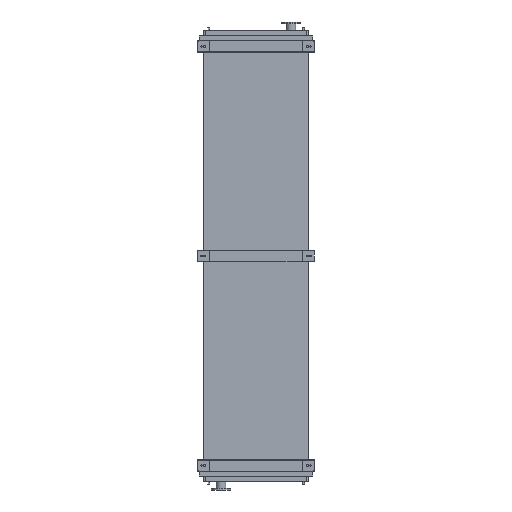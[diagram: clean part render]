
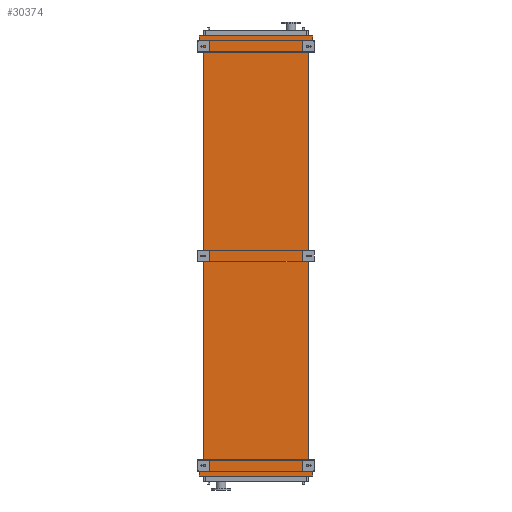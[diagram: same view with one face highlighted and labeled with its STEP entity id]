
A CAD part, front view. The second image highlights one B-rep face of the part: STEP entity #30374.
In plain terms, the highlighted planar face has unit normal (0, -1, 0).
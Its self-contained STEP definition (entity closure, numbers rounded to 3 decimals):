
#191 = EDGE_CURVE ( 'NONE', #7602, #30295, #31082, .T. ) ;
#303 = EDGE_CURVE ( 'NONE', #7794, #7602, #14582, .T. ) ;
#642 = CARTESIAN_POINT ( 'NONE',  ( -605., 0., 0. ) ) ;
#1244 = EDGE_CURVE ( 'NONE', #30295, #12166, #3873, .T. ) ;
#1687 = EDGE_CURVE ( 'NONE', #22215, #6983, #28376, .T. ) ;
#1787 = EDGE_CURVE ( 'NONE', #7794, #7961, #5413, .T. ) ;
#2538 = ORIENTED_EDGE ( 'NONE', *, *, #25853, .F. ) ;
#2564 = CARTESIAN_POINT ( 'NONE',  ( -651., 0., 53. ) ) ;
#2817 = DIRECTION ( 'NONE',  ( 0., 0., 1. ) ) ;
#2881 = EDGE_CURVE ( 'NONE', #3021, #3073, #23021, .T. ) ;
#2906 = DIRECTION ( 'NONE',  ( -0.655, 0., 0.755 ) ) ;
#3021 = VERTEX_POINT ( 'NONE', #23784 ) ;
#3073 = VERTEX_POINT ( 'NONE', #23597 ) ;
#3127 = CARTESIAN_POINT ( 'NONE',  ( -605., 0., 0. ) ) ;
#3873 = LINE ( 'NONE', #28681, #17822 ) ;
#4211 = VERTEX_POINT ( 'NONE', #23498 ) ;
#4806 = CARTESIAN_POINT ( 'NONE',  ( 605., 0., -4850. ) ) ;
#5024 = LINE ( 'NONE', #3127, #18895 ) ;
#5335 = DIRECTION ( 'NONE',  ( 0., 0., 1. ) ) ;
#5413 = LINE ( 'NONE', #4806, #11299 ) ;
#5531 = CARTESIAN_POINT ( 'NONE',  ( 651., 0., -4903. ) ) ;
#5642 = CARTESIAN_POINT ( 'NONE',  ( -651., 0., 95. ) ) ;
#6000 = CARTESIAN_POINT ( 'NONE',  ( -651., 0., -4945. ) ) ;
#6236 = AXIS2_PLACEMENT_3D ( 'NONE', #29739, #29092, #29555 ) ;
#6484 = DIRECTION ( 'NONE',  ( -1., 0., 0. ) ) ;
#6983 = VERTEX_POINT ( 'NONE', #642 ) ;
#7124 = VECTOR ( 'NONE', #28034, 1000. ) ;
#7130 = LINE ( 'NONE', #2564, #26067 ) ;
#7602 = VERTEX_POINT ( 'NONE', #5531 ) ;
#7667 = CARTESIAN_POINT ( 'NONE',  ( -605., 0., -4850. ) ) ;
#7729 = DIRECTION ( 'NONE',  ( 0., 0., 1. ) ) ;
#7794 = VERTEX_POINT ( 'NONE', #24902 ) ;
#7924 = EDGE_CURVE ( 'NONE', #22062, #4211, #7130, .T. ) ;
#7961 = VERTEX_POINT ( 'NONE', #10151 ) ;
#9261 = VECTOR ( 'NONE', #23174, 1000. ) ;
#10151 = CARTESIAN_POINT ( 'NONE',  ( 605., 0., 0. ) ) ;
#11299 = VECTOR ( 'NONE', #5335, 1000. ) ;
#11368 = FACE_OUTER_BOUND ( 'NONE', #18872, .T. ) ;
#11567 = EDGE_CURVE ( 'NONE', #3073, #7961, #22232, .T. ) ;
#12047 = VECTOR ( 'NONE', #20623, 1000. ) ;
#12166 = VERTEX_POINT ( 'NONE', #30948 ) ;
#14582 = LINE ( 'NONE', #31380, #26282 ) ;
#14686 = LINE ( 'NONE', #5642, #21188 ) ;
#14932 = DIRECTION ( 'NONE',  ( 0.655, 0., -0.755 ) ) ;
#15022 = VECTOR ( 'NONE', #7729, 1000. ) ;
#15187 = CARTESIAN_POINT ( 'NONE',  ( -651., 0., -4903. ) ) ;
#15391 = ORIENTED_EDGE ( 'NONE', *, *, #191, .F. ) ;
#15532 = ORIENTED_EDGE ( 'NONE', *, *, #303, .F. ) ;
#15889 = CARTESIAN_POINT ( 'NONE',  ( 651., 0., -4945. ) ) ;
#17737 = ORIENTED_EDGE ( 'NONE', *, *, #1244, .F. ) ;
#17822 = VECTOR ( 'NONE', #6484, 1000. ) ;
#18117 = ORIENTED_EDGE ( 'NONE', *, *, #31523, .F. ) ;
#18505 = ORIENTED_EDGE ( 'NONE', *, *, #1787, .T. ) ;
#18870 = CARTESIAN_POINT ( 'NONE',  ( -605., 0., -4850. ) ) ;
#18872 = EDGE_LOOP ( 'NONE', ( #18505, #20415, #19833, #21973, #22260, #22162, #20330, #18117, #2538, #17737, #15391, #15532 ) ) ;
#18895 = VECTOR ( 'NONE', #2906, 1000. ) ;
#19665 = LINE ( 'NONE', #29157, #25542 ) ;
#19833 = ORIENTED_EDGE ( 'NONE', *, *, #2881, .F. ) ;
#20106 = DIRECTION ( 'NONE',  ( 0.655, 0., 0.755 ) ) ;
#20138 = LINE ( 'NONE', #6000, #7124 ) ;
#20330 = ORIENTED_EDGE ( 'NONE', *, *, #1687, .F. ) ;
#20415 = ORIENTED_EDGE ( 'NONE', *, *, #11567, .F. ) ;
#20623 = DIRECTION ( 'NONE',  ( 0., 0., -1. ) ) ;
#21188 = VECTOR ( 'NONE', #22822, 1000. ) ;
#21451 = VECTOR ( 'NONE', #26407, 1000. ) ;
#21973 = ORIENTED_EDGE ( 'NONE', *, *, #31387, .F. ) ;
#22062 = VERTEX_POINT ( 'NONE', #30860 ) ;
#22162 = ORIENTED_EDGE ( 'NONE', *, *, #31622, .F. ) ;
#22215 = VERTEX_POINT ( 'NONE', #18870 ) ;
#22232 = LINE ( 'NONE', #23211, #9261 ) ;
#22260 = ORIENTED_EDGE ( 'NONE', *, *, #7924, .F. ) ;
#22822 = DIRECTION ( 'NONE',  ( 1., 0., 0. ) ) ;
#23021 = LINE ( 'NONE', #26590, #21451 ) ;
#23174 = DIRECTION ( 'NONE',  ( -0.655, 0., -0.755 ) ) ;
#23211 = CARTESIAN_POINT ( 'NONE',  ( 651., 0., 53. ) ) ;
#23498 = CARTESIAN_POINT ( 'NONE',  ( -651., 0., 95. ) ) ;
#23597 = CARTESIAN_POINT ( 'NONE',  ( 651., 0., 53. ) ) ;
#23784 = CARTESIAN_POINT ( 'NONE',  ( 651., 0., 95. ) ) ;
#24157 = CARTESIAN_POINT ( 'NONE',  ( 651., 0., -4903. ) ) ;
#24188 = VERTEX_POINT ( 'NONE', #15187 ) ;
#24902 = CARTESIAN_POINT ( 'NONE',  ( 605., 0., -4850. ) ) ;
#25542 = VECTOR ( 'NONE', #20106, 1000. ) ;
#25853 = EDGE_CURVE ( 'NONE', #12166, #24188, #20138, .T. ) ;
#26067 = VECTOR ( 'NONE', #2817, 1000. ) ;
#26282 = VECTOR ( 'NONE', #14932, 1000. ) ;
#26407 = DIRECTION ( 'NONE',  ( 0., 0., -1. ) ) ;
#26590 = CARTESIAN_POINT ( 'NONE',  ( 651., 0., 95. ) ) ;
#28034 = DIRECTION ( 'NONE',  ( 0., 0., 1. ) ) ;
#28376 = LINE ( 'NONE', #7667, #15022 ) ;
#28681 = CARTESIAN_POINT ( 'NONE',  ( 651., 0., -4945. ) ) ;
#29092 = DIRECTION ( 'NONE',  ( 0., -1., 0. ) ) ;
#29157 = CARTESIAN_POINT ( 'NONE',  ( -651., 0., -4903. ) ) ;
#29555 = DIRECTION ( 'NONE',  ( 0., 0., -1. ) ) ;
#29739 = CARTESIAN_POINT ( 'NONE',  ( -605., 0., -4850. ) ) ;
#30052 = PLANE ( 'NONE',  #6236 ) ;
#30295 = VERTEX_POINT ( 'NONE', #15889 ) ;
#30374 = ADVANCED_FACE ( 'NONE', ( #11368 ), #30052, .T. ) ;
#30860 = CARTESIAN_POINT ( 'NONE',  ( -651., 0., 53. ) ) ;
#30948 = CARTESIAN_POINT ( 'NONE',  ( -651., 0., -4945. ) ) ;
#31082 = LINE ( 'NONE', #24157, #12047 ) ;
#31380 = CARTESIAN_POINT ( 'NONE',  ( 605., 0., -4850. ) ) ;
#31387 = EDGE_CURVE ( 'NONE', #4211, #3021, #14686, .T. ) ;
#31523 = EDGE_CURVE ( 'NONE', #24188, #22215, #19665, .T. ) ;
#31622 = EDGE_CURVE ( 'NONE', #6983, #22062, #5024, .T. ) ;
